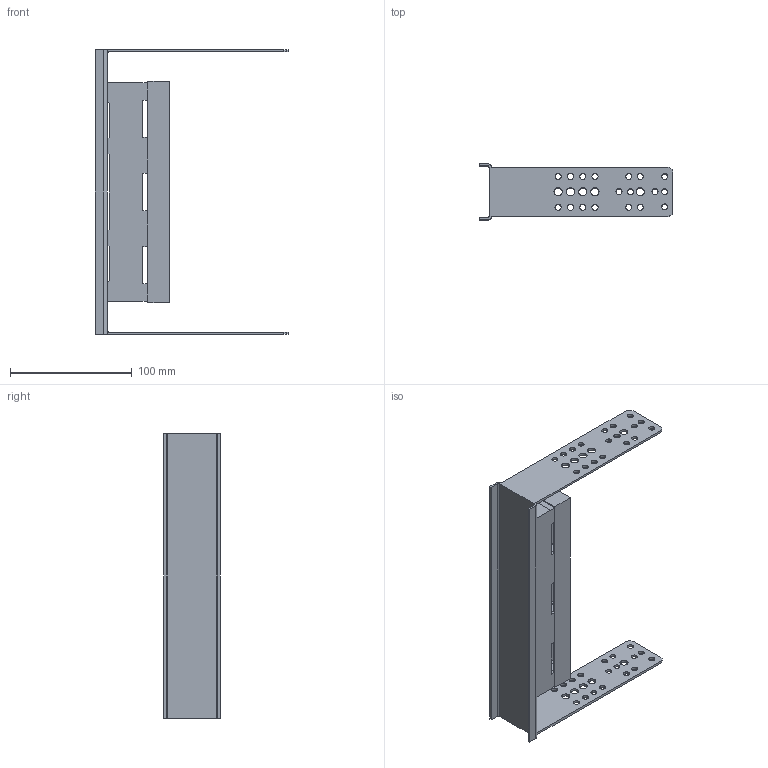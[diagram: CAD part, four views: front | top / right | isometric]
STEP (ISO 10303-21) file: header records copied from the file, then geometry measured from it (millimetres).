
FILE_DESCRIPTION((''),'2;1');
FILE_NAME('001341700_LG_B60_V1_P3_ASM','2023-03-08T12:58:37',('klemen.sitar'),('Audax d.o.o.'),'CREO PARAMETRIC BY PTC INC, 2021304','CREO PARAMETRIC BY PTC INC, 2021304','');
FILE_SCHEMA(('AP242_MANAGED_MODEL_BASED_3D_ENGINEERING_MIM_LF { 1 0 10303 442 1 1 4 }'));
Length unit declared in the file: millimetre
Products named in the file (7): OPEN_CASCADE_STEP_TRANSLATOR-_6; P2_ASM_1_ASM; 33675_L_SST-UNTERTEIL_3-POLIG_1; 67481_EJOT-PT-SCHRAUBE_1_1_1_2; PRT8782_1_1; G1430001_L_SAMMELSCHIENENTRAE_1_ASM; 001341700_LG_B60_V1_P3_ASM
Assembly tree (9 placements, depth 3):
  001341700_LG_B60_V1_P3_ASM
    P2_ASM_1_ASM
      OPEN_CASCADE_STEP_TRANSLATOR-_6
    G1430001_L_SAMMELSCHIENENTRAE_1_ASM
      33675_L_SST-UNTERTEIL_3-POLIG_1
      67481_EJOT-PT-SCHRAUBE_1_1_1_2  x4
      PRT8782_1_1
Bounding box: 158.96 x 46.18 x 233.6 mm (x, y, z)
Volume: 158199.2 mm3; surface area: 107388.5 mm2
Topology: 7 solids, 7 shells, 1073 faces, 2629 edges, 1602 vertices
Faces by surface type: plane 725, cylinder 210, torus 94, cone 32, sphere 12
Entity records: 25777 total; most frequent: CARTESIAN_POINT 3614, DIRECTION 3448, ORIENTED_EDGE 3304, PRESENTATION_STYLE_ASSIGNMENT 1656, STYLED_ITEM 1656, CURVE_STYLE 1652, EDGE_CURVE 1652, AXIS2_PLACEMENT_3D 1199
